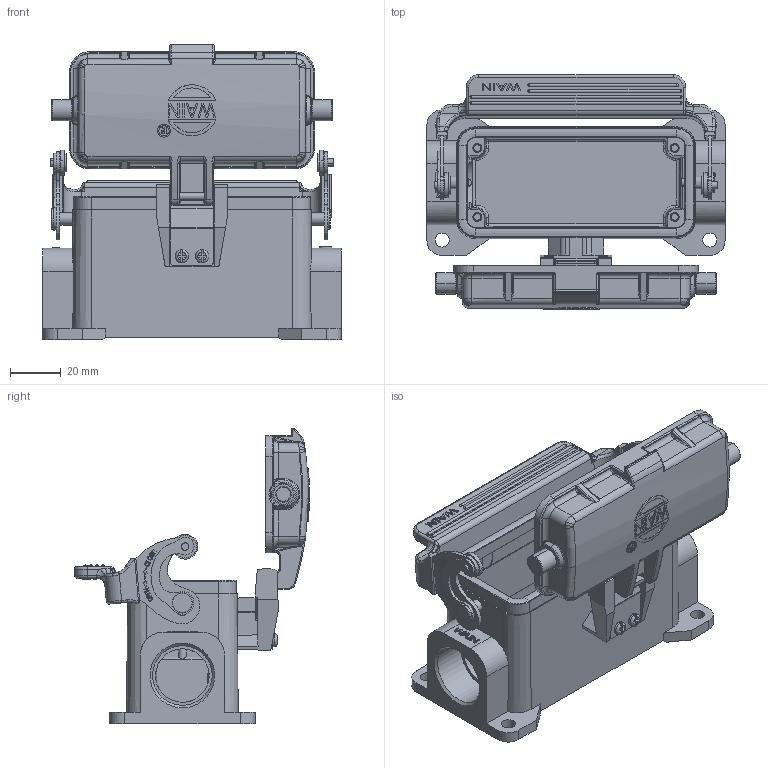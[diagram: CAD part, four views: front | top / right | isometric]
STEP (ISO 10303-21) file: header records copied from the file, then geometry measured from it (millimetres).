
FILE_DESCRIPTION(/* description */ (''),/* implementation_level */ '2;1');
FILE_NAME(/* name */ '3D_1240162611103_HV16B-SF-1L_SC-MCV-M25_V1.1.stp',/* time_stamp */ '2024-01-03T12:44:27+08:00',/* author */ (''),/* organization */ (''),/* preprocessor_version */ 'ST-DEVELOPER v18.1',/* originating_system */ 'SIEMENS PLM Software NX 1980',/* authorisation */ '');
FILE_SCHEMA (('AUTOMOTIVE_DESIGN { 1 0 10303 214 3 1 1 1 }'));
Products named in the file (1): 145913980AD9nzyg
Bounding box: 117 x 92.15 x 116.1 mm (x, y, z)
Volume: 133411.1 mm3; surface area: 95249.9 mm2
Topology: 31 solids, 33 shells, 2160 faces, 5630 edges, 3611 vertices
Faces by surface type: cylinder 931, plane 849, torus 178, bspline 66, cone 60, sphere 38, extrusion 38
Full cylindrical faces by diameter (mm): 1.9 x2, 3 x6, 4 x2, 4.9 x2, 8 x2, 21 x1, 23.4 x1, 26.3 x1
Entity records: 85649 total; most frequent: CARTESIAN_POINT 35065, ORIENTED_EDGE 11121, DIRECTION 9130, EDGE_CURVE 5564, VERTEX_POINT 3599, AXIS2_PLACEMENT_3D 3293, VECTOR 2544, LINE 2506
